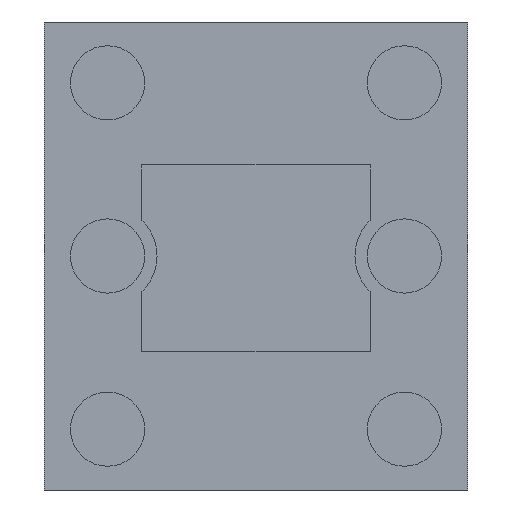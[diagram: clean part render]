
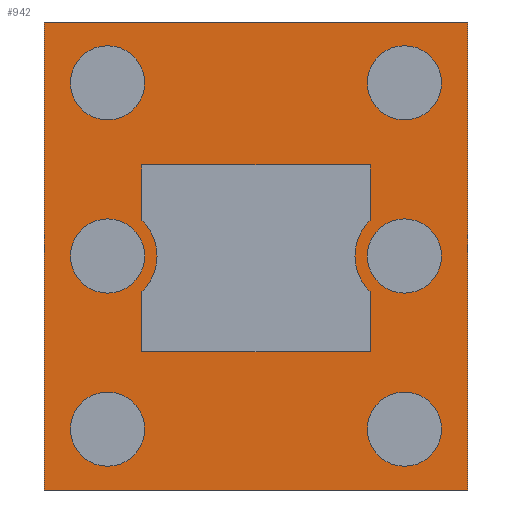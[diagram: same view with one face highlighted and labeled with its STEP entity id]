
A CAD part, front view. The second image highlights one B-rep face of the part: STEP entity #942.
In plain terms, the highlighted planar face has unit normal (0, -1, 0).
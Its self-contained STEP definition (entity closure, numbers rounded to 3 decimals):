
#3 = VECTOR ( 'NONE', #1195, 1000. ) ;
#22 = ORIENTED_EDGE ( 'NONE', *, *, #1062, .F. ) ;
#30 = CARTESIAN_POINT ( 'NONE',  ( 0.428, 0., 0.473 ) ) ;
#44 = CARTESIAN_POINT ( 'NONE',  ( 0.428, 0., 0.473 ) ) ;
#89 = ORIENTED_EDGE ( 'NONE', *, *, #494, .F. ) ;
#96 = FACE_OUTER_BOUND ( 'NONE', #1066, .T. ) ;
#113 = AXIS2_PLACEMENT_3D ( 'NONE', #960, #744, #134 ) ;
#132 = LINE ( 'NONE', #44, #861 ) ;
#134 = DIRECTION ( 'NONE',  ( 0., 0., 1. ) ) ;
#145 = VECTOR ( 'NONE', #778, 1000. ) ;
#181 = CARTESIAN_POINT ( 'NONE',  ( 0.428, 0., 0.473 ) ) ;
#208 = VERTEX_POINT ( 'NONE', #910 ) ;
#250 = VERTEX_POINT ( 'NONE', #1201 ) ;
#327 = DIRECTION ( 'NONE',  ( 1., 0., 0. ) ) ;
#399 = LINE ( 'NONE', #1064, #145 ) ;
#425 = CARTESIAN_POINT ( 'NONE',  ( 0.428, 0., -0.473 ) ) ;
#437 = ORIENTED_EDGE ( 'NONE', *, *, #979, .F. ) ;
#451 = VERTEX_POINT ( 'NONE', #425 ) ;
#494 = EDGE_CURVE ( 'NONE', #208, #965, #132, .T. ) ;
#516 = DIRECTION ( 'NONE',  ( 0., 0., 1. ) ) ;
#684 = CARTESIAN_POINT ( 'NONE',  ( -0.428, 0., 0.473 ) ) ;
#736 = EDGE_CURVE ( 'NONE', #965, #451, #958, .T. ) ;
#744 = DIRECTION ( 'NONE',  ( 0., 1., 0. ) ) ;
#778 = DIRECTION ( 'NONE',  ( -1., 0., 0. ) ) ;
#818 = VECTOR ( 'NONE', #516, 1000. ) ;
#861 = VECTOR ( 'NONE', #327, 1000. ) ;
#869 = ORIENTED_EDGE ( 'NONE', *, *, #736, .F. ) ;
#910 = CARTESIAN_POINT ( 'NONE',  ( -0.428, 0., 0.473 ) ) ;
#941 = PLANE ( 'NONE',  #113 ) ;
#942 = ADVANCED_FACE ( 'NONE', ( #96 ), #941, .F. ) ;
#958 = LINE ( 'NONE', #181, #3 ) ;
#960 = CARTESIAN_POINT ( 'NONE',  ( 0., 0., 0. ) ) ;
#965 = VERTEX_POINT ( 'NONE', #30 ) ;
#979 = EDGE_CURVE ( 'NONE', #250, #208, #1040, .T. ) ;
#1040 = LINE ( 'NONE', #684, #818 ) ;
#1062 = EDGE_CURVE ( 'NONE', #451, #250, #399, .T. ) ;
#1064 = CARTESIAN_POINT ( 'NONE',  ( 0.428, 0., -0.473 ) ) ;
#1066 = EDGE_LOOP ( 'NONE', ( #437, #22, #869, #89 ) ) ;
#1195 = DIRECTION ( 'NONE',  ( 0., 0., -1. ) ) ;
#1201 = CARTESIAN_POINT ( 'NONE',  ( -0.428, 0., -0.473 ) ) ;
